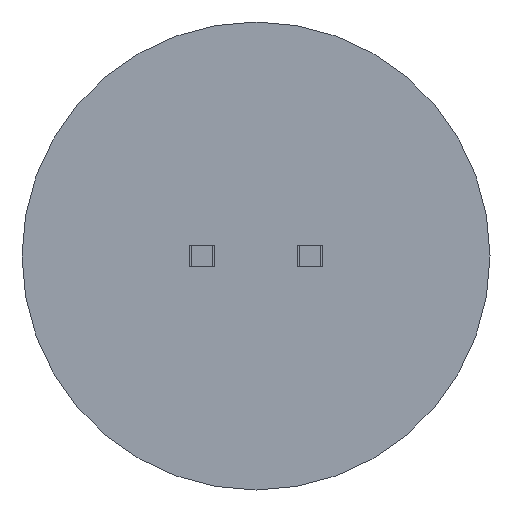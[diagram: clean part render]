
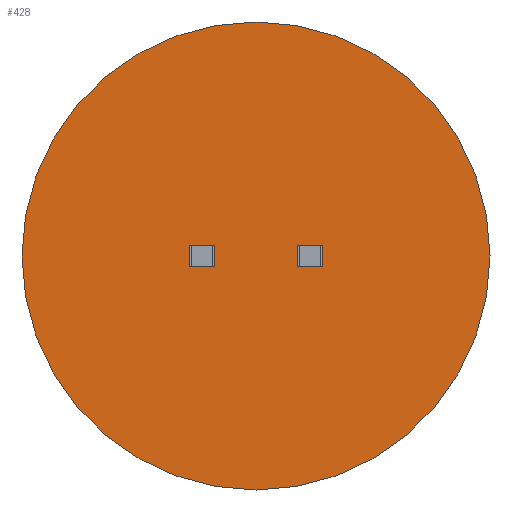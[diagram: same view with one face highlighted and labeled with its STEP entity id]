
A CAD part, front view. The second image highlights one B-rep face of the part: STEP entity #428.
In plain terms, the highlighted planar face has unit normal (0, -1, 0).
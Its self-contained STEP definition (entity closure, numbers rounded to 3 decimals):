
#25=PLANE('',#481);
#156=FACE_OUTER_BOUND('',#186,.T.);
#186=EDGE_LOOP('',(#326));
#216=CIRCLE('',#479,5.5);
#222=VERTEX_POINT('',#643);
#262=EDGE_CURVE('',#222,#222,#216,.T.);
#326=ORIENTED_EDGE('',*,*,#262,.F.);
#428=ADVANCED_FACE('',(#156),#25,.F.);
#479=AXIS2_PLACEMENT_3D('',#645,#526,#527);
#481=AXIS2_PLACEMENT_3D('',#647,#530,#531);
#526=DIRECTION('center_axis',(0.,1.,0.));
#527=DIRECTION('ref_axis',(1.,0.,0.));
#530=DIRECTION('center_axis',(0.,1.,0.));
#531=DIRECTION('ref_axis',(1.,0.,0.));
#643=CARTESIAN_POINT('',(-5.5,3.65,0.));
#645=CARTESIAN_POINT('Origin',(0.,3.65,0.));
#647=CARTESIAN_POINT('Origin',(0.,3.65,0.));
